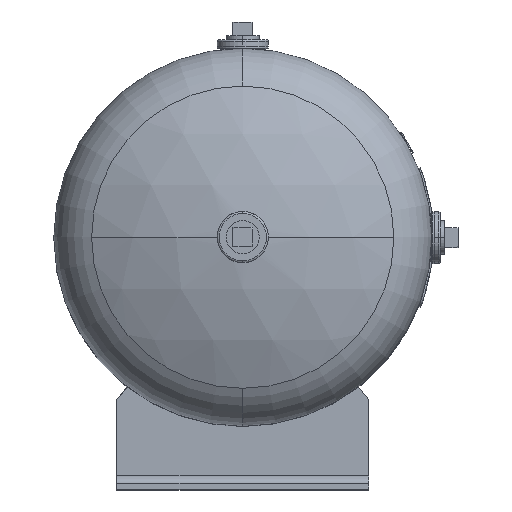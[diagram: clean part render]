
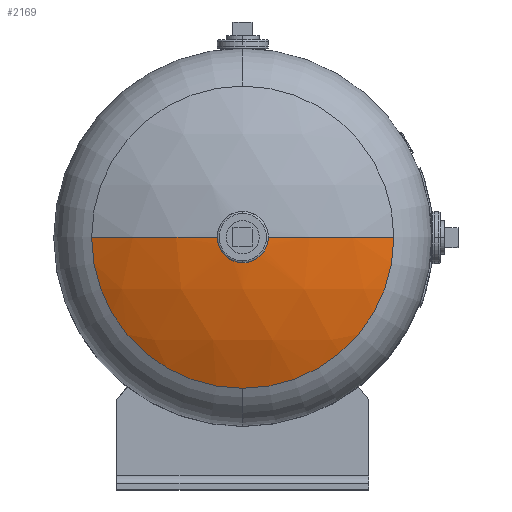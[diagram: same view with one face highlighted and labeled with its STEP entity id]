
A CAD part, top view. The second image highlights one B-rep face of the part: STEP entity #2169.
In plain terms, the highlighted spherical face has radius 274.32 mm.
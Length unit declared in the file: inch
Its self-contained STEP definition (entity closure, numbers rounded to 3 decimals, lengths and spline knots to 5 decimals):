
#132 = EDGE_CURVE ( 'NONE', #697, #7114, #9470, .T. ) ;
#133 = EDGE_CURVE ( 'NONE', #7088, #7114, #9477, .T. ) ;
#321 = EDGE_CURVE ( 'NONE', #7059, #7088, #5584, .T. ) ;
#327 = EDGE_CURVE ( 'NONE', #697, #7127, #3055, .T. ) ;
#334 = EDGE_CURVE ( 'NONE', #7127, #7059, #9391, .T. ) ;
#697 = VERTEX_POINT ( 'NONE', #8921 ) ;
#2169 = ADVANCED_FACE ( 'NONE', ( #7594 ), #7596, .T. ) ;
#2687 = CARTESIAN_POINT ( 'NONE',  ( 4.8, 0., 10.37471 ) ) ;
#2725 = CARTESIAN_POINT ( 'NONE',  ( 0., -4.8, 10.37471 ) ) ;
#2777 = CARTESIAN_POINT ( 'NONE',  ( -4.8, 0., 10.37471 ) ) ;
#2803 = CARTESIAN_POINT ( 'NONE',  ( 0.7125, 0., 11.47647 ) ) ;
#3055 = CIRCLE ( 'NONE', #5948, 0.7125 ) ;
#3430 = CARTESIAN_POINT ( 'NONE',  ( 0., 0., 10.37471 ) ) ;
#3431 = DIRECTION ( 'NONE',  ( 0., 0., -1. ) ) ;
#3432 = DIRECTION ( 'NONE',  ( 0., 1., 0. ) ) ;
#3449 = CARTESIAN_POINT ( 'NONE',  ( 0., 0., 11.47647 ) ) ;
#3450 = DIRECTION ( 'NONE',  ( 0., 0., 1. ) ) ;
#3451 = DIRECTION ( 'NONE',  ( -1., 0., 0. ) ) ;
#3488 = EDGE_LOOP ( 'NONE', ( #9241, #9242, #9243, #9244, #9245 ) ) ;
#5584 = CIRCLE ( 'NONE', #5589, 4.8 ) ;
#5589 = AXIS2_PLACEMENT_3D ( 'NONE', #3430, #3431, #3432 ) ;
#5948 = AXIS2_PLACEMENT_3D ( 'NONE', #3449, #3450, #3451 ) ;
#6677 = AXIS2_PLACEMENT_3D ( 'NONE', #7589, #7599, #7600 ) ;
#7059 = VERTEX_POINT ( 'NONE', #2687 ) ;
#7088 = VERTEX_POINT ( 'NONE', #2725 ) ;
#7114 = VERTEX_POINT ( 'NONE', #2777 ) ;
#7127 = VERTEX_POINT ( 'NONE', #2803 ) ;
#7589 = CARTESIAN_POINT ( 'NONE',  ( 0., 0., 0.7 ) ) ;
#7594 = FACE_OUTER_BOUND ( 'NONE', #3488, .T. ) ;
#7596 = SPHERICAL_SURFACE ( 'NONE', #6677, 10.8 ) ;
#7599 = DIRECTION ( 'NONE',  ( 0., -1., 0. ) ) ;
#7600 = DIRECTION ( 'NONE',  ( 1., 0., 0. ) ) ;
#8271 = CARTESIAN_POINT ( 'NONE',  ( 0., 0., 0.7 ) ) ;
#8272 = DIRECTION ( 'NONE',  ( 0., -1., 0. ) ) ;
#8273 = DIRECTION ( 'NONE',  ( 1., 0., 0. ) ) ;
#8275 = CARTESIAN_POINT ( 'NONE',  ( 0., 0., 10.37471 ) ) ;
#8276 = DIRECTION ( 'NONE',  ( 0., 0., -1. ) ) ;
#8277 = DIRECTION ( 'NONE',  ( 0., 1., 0. ) ) ;
#8769 = CARTESIAN_POINT ( 'NONE',  ( 0., 0., 0.7 ) ) ;
#8770 = DIRECTION ( 'NONE',  ( 0., 1., 0. ) ) ;
#8771 = DIRECTION ( 'NONE',  ( 0., 0., 1. ) ) ;
#8921 = CARTESIAN_POINT ( 'NONE',  ( -0.7125, 0., 11.47647 ) ) ;
#9241 = ORIENTED_EDGE ( 'NONE', *, *, #327, .F. ) ;
#9242 = ORIENTED_EDGE ( 'NONE', *, *, #132, .T. ) ;
#9243 = ORIENTED_EDGE ( 'NONE', *, *, #133, .F. ) ;
#9244 = ORIENTED_EDGE ( 'NONE', *, *, #321, .F. ) ;
#9245 = ORIENTED_EDGE ( 'NONE', *, *, #334, .F. ) ;
#9391 = CIRCLE ( 'NONE', #9396, 10.8 ) ;
#9396 = AXIS2_PLACEMENT_3D ( 'NONE', #8769, #8770, #8771 ) ;
#9467 = AXIS2_PLACEMENT_3D ( 'NONE', #8275, #8276, #8277 ) ;
#9469 = AXIS2_PLACEMENT_3D ( 'NONE', #8271, #8272, #8273 ) ;
#9470 = CIRCLE ( 'NONE', #9469, 10.8 ) ;
#9477 = CIRCLE ( 'NONE', #9467, 4.8 ) ;
